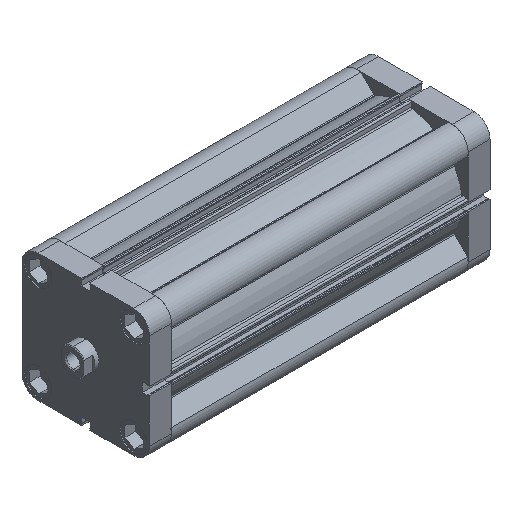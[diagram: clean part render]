
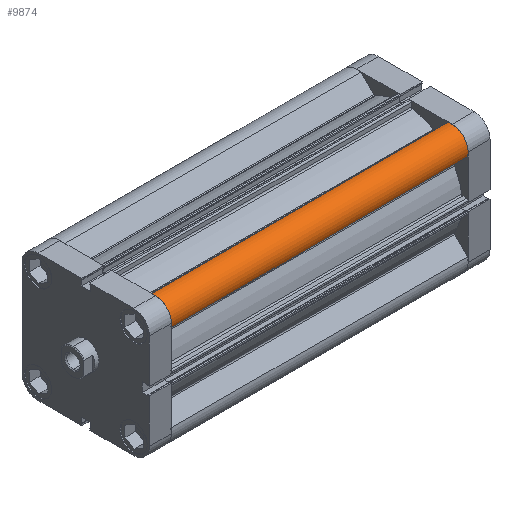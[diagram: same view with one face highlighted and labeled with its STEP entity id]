
A CAD part, isometric view. The second image highlights one B-rep face of the part: STEP entity #9874.
In plain terms, the highlighted cylindrical face has radius 12 mm (diameter 24 mm), a partial arc.
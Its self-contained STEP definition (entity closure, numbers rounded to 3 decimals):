
#499 = VERTEX_POINT ( 'NONE', #1100 ) ;
#645 = VERTEX_POINT ( 'NONE', #1246 ) ;
#646 = VERTEX_POINT ( 'NONE', #1247 ) ;
#1035 = VERTEX_POINT ( 'NONE', #1636 ) ;
#1100 = CARTESIAN_POINT ( 'NONE',  ( 32.683, -47.533, 223.5 ) ) ;
#1246 = CARTESIAN_POINT ( 'NONE',  ( 47.533, -32.683, 0. ) ) ;
#1247 = CARTESIAN_POINT ( 'NONE',  ( 32.683, -47.533, 0. ) ) ;
#1636 = CARTESIAN_POINT ( 'NONE',  ( 47.533, -32.683, 223.5 ) ) ;
#1672 = DIRECTION ( 'NONE',  ( 0., 0., -1. ) ) ;
#1675 = DIRECTION ( 'NONE',  ( -1., 0., 0. ) ) ;
#1680 = CARTESIAN_POINT ( 'NONE',  ( 36., -36., 223.5 ) ) ;
#2767 = ORIENTED_EDGE ( 'NONE', *, *, #10617, .T. ) ;
#2768 = ORIENTED_EDGE ( 'NONE', *, *, #10665, .F. ) ;
#2769 = ORIENTED_EDGE ( 'NONE', *, *, #10508, .F. ) ;
#2770 = ORIENTED_EDGE ( 'NONE', *, *, #10672, .T. ) ;
#3154 = CYLINDRICAL_SURFACE ( 'NONE', #3233, 12. ) ;
#3159 = FACE_OUTER_BOUND ( 'NONE', #4234, .T. ) ;
#3233 = AXIS2_PLACEMENT_3D ( 'NONE', #1680, #1672, #1675 ) ;
#3692 = AXIS2_PLACEMENT_3D ( 'NONE', #8179, #8188, #8189 ) ;
#3747 = AXIS2_PLACEMENT_3D ( 'NONE', #8448, #8456, #8457 ) ;
#4234 = EDGE_LOOP ( 'NONE', ( #2767, #2768, #2769, #2770 ) ) ;
#8179 = CARTESIAN_POINT ( 'NONE',  ( 36., -36., 223.5 ) ) ;
#8188 = DIRECTION ( 'NONE',  ( 0., 0., 1. ) ) ;
#8189 = DIRECTION ( 'NONE',  ( -1., 0., 0. ) ) ;
#8448 = CARTESIAN_POINT ( 'NONE',  ( 36., -36., 0. ) ) ;
#8456 = DIRECTION ( 'NONE',  ( 0., 0., 1. ) ) ;
#8457 = DIRECTION ( 'NONE',  ( -1., 0., 0. ) ) ;
#8572 = CARTESIAN_POINT ( 'NONE',  ( 47.533, -32.683, 223.5 ) ) ;
#8573 = DIRECTION ( 'NONE',  ( 0., 0., -1. ) ) ;
#8586 = CARTESIAN_POINT ( 'NONE',  ( 32.683, -47.533, 223.5 ) ) ;
#8587 = DIRECTION ( 'NONE',  ( 0., 0., -1. ) ) ;
#8818 = CIRCLE ( 'NONE', #3692, 12. ) ;
#8985 = CIRCLE ( 'NONE', #3747, 12. ) ;
#9062 = LINE ( 'NONE', #8572, #9063 ) ;
#9063 = VECTOR ( 'NONE', #8573, 1000. ) ;
#9076 = LINE ( 'NONE', #8586, #9077 ) ;
#9077 = VECTOR ( 'NONE', #8587, 1000. ) ;
#9874 = ADVANCED_FACE ( 'NONE', ( #3159 ), #3154, .T. ) ;
#10508 = EDGE_CURVE ( 'NONE', #499, #1035, #8818, .T. ) ;
#10617 = EDGE_CURVE ( 'NONE', #646, #645, #8985, .T. ) ;
#10665 = EDGE_CURVE ( 'NONE', #1035, #645, #9062, .T. ) ;
#10672 = EDGE_CURVE ( 'NONE', #499, #646, #9076, .T. ) ;
